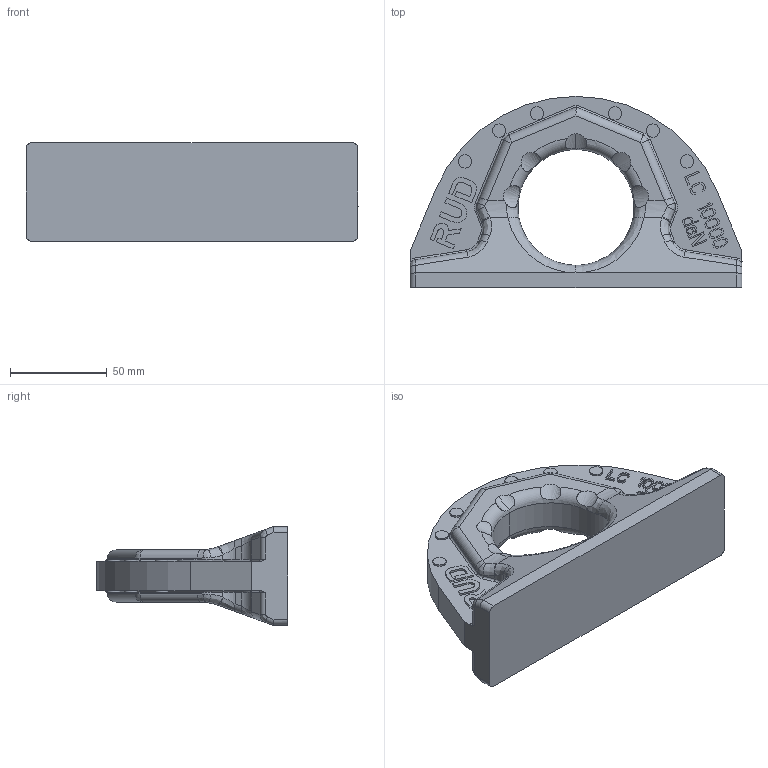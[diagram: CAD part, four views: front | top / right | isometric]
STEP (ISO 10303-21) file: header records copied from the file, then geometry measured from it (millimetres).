
FILE_DESCRIPTION((''),'2;1');
FILE_NAME('001-M34331-P1','2014-01-14T',('Ingo.Pautsch'),(''),'PRO/ENGINEER BY PARAMETRIC TECHNOLOGY CORPORATION, 2010140','PRO/ENGINEER BY PARAMETRIC TECHNOLOGY CORPORATION, 2010140','');
FILE_SCHEMA(('CONFIG_CONTROL_DESIGN'));
Length unit declared in the file: millimetre
Products named in the file (1): 001-M34331-P1
Bounding box: 172 x 99 x 51 mm (x, y, z)
Volume: 303842.9 mm3; surface area: 45665.7 mm2
Topology: 1 solids, 1 shells, 684 faces, 1834 edges, 1190 vertices
Faces by surface type: plane 506, cylinder 104, bspline 40, torus 22, extrusion 12
Entity records: 22753 total; most frequent: CARTESIAN_POINT 5775, ORIENTED_EDGE 3668, DIRECTION 3244, EDGE_CURVE 1834, VECTOR 1504, LINE 1492, VERTEX_POINT 1190, AXIS2_PLACEMENT_3D 870
